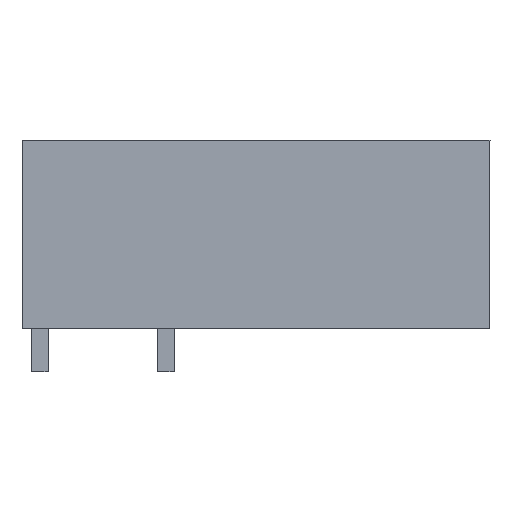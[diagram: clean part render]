
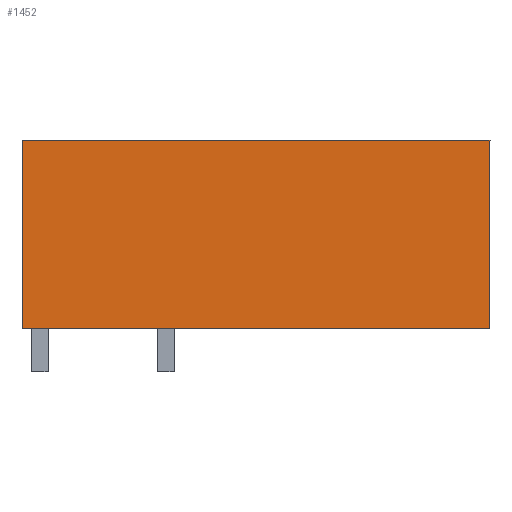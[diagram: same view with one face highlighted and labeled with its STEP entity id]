
A CAD part, left-side view. The second image highlights one B-rep face of the part: STEP entity #1452.
In plain terms, the highlighted planar face has unit normal (-1, 0, 0).
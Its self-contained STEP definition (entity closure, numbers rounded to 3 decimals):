
#1439=AXIS2_PLACEMENT_3D('Plane Axis2P3D',#1436,#1437,#1438) ;
#166=CARTESIAN_POINT('Vertex',(0.,28.3,14.)) ;
#169=CARTESIAN_POINT('Line Origine',(0.,14.15,14.)) ;
#173=CARTESIAN_POINT('Vertex',(0.,0.,14.)) ;
#397=CARTESIAN_POINT('Line Origine',(0.,0.,8.3)) ;
#401=CARTESIAN_POINT('Vertex',(0.,0.,2.6)) ;
#1270=CARTESIAN_POINT('Vertex',(0.,28.3,2.6)) ;
#1275=CARTESIAN_POINT('Line Origine',(0.,28.3,8.3)) ;
#1436=CARTESIAN_POINT('Axis2P3D Location',(0.,28.3,-0.9)) ;
#1441=CARTESIAN_POINT('Line Origine',(0.,14.15,2.6)) ;
#170=DIRECTION('Vector Direction',(0.,1.,0.)) ;
#398=DIRECTION('Vector Direction',(0.,0.,-1.)) ;
#1276=DIRECTION('Vector Direction',(0.,0.,-1.)) ;
#1437=DIRECTION('Axis2P3D Direction',(-1.,0.,0.)) ;
#1438=DIRECTION('Axis2P3D XDirection',(0.,-1.,0.)) ;
#1442=DIRECTION('Vector Direction',(0.,1.,0.)) ;
#171=VECTOR('Line Direction',#170,1.) ;
#399=VECTOR('Line Direction',#398,1.) ;
#1277=VECTOR('Line Direction',#1276,1.) ;
#1443=VECTOR('Line Direction',#1442,1.) ;
#1447=ORIENTED_EDGE('',*,*,#403,.T.) ;
#1448=ORIENTED_EDGE('',*,*,#175,.T.) ;
#1449=ORIENTED_EDGE('',*,*,#1279,.T.) ;
#1450=ORIENTED_EDGE('',*,*,#1445,.T.) ;
#1452=ADVANCED_FACE('main body',(#1451),#1440,.T.) ;
#175=EDGE_CURVE('',#174,#167,#172,.T.) ;
#403=EDGE_CURVE('',#402,#174,#400,.F.) ;
#1279=EDGE_CURVE('',#167,#1271,#1278,.T.) ;
#1445=EDGE_CURVE('',#1271,#402,#1444,.F.) ;
#1446=EDGE_LOOP('',(#1447,#1448,#1449,#1450)) ;
#1451=FACE_OUTER_BOUND('',#1446,.T.) ;
#172=LINE('Line',#169,#171) ;
#400=LINE('Line',#397,#399) ;
#1278=LINE('Line',#1275,#1277) ;
#1444=LINE('Line',#1441,#1443) ;
#1440=PLANE('',#1439) ;
#167=VERTEX_POINT('',#166) ;
#174=VERTEX_POINT('',#173) ;
#402=VERTEX_POINT('',#401) ;
#1271=VERTEX_POINT('',#1270) ;
